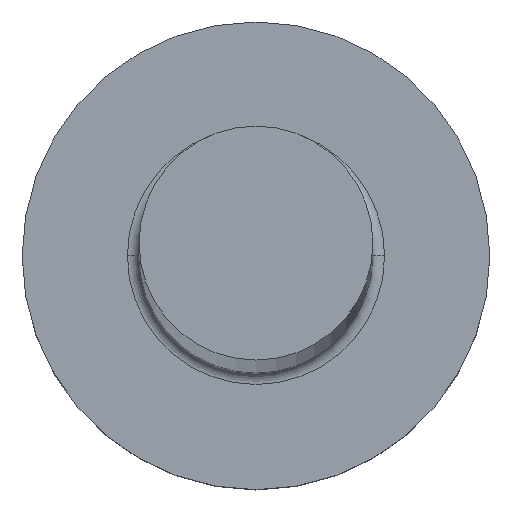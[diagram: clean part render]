
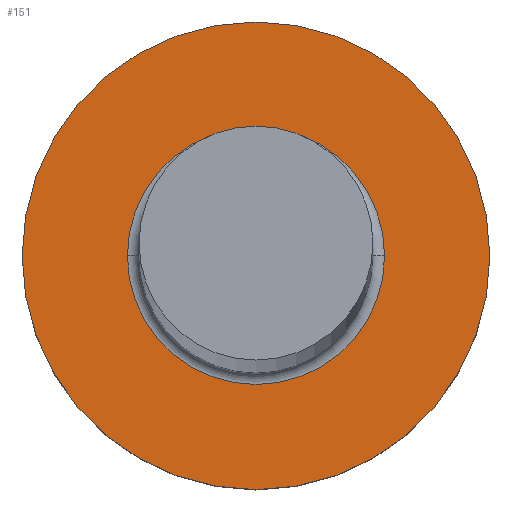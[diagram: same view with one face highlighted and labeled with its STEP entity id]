
A CAD part, top view. The second image highlights one B-rep face of the part: STEP entity #151.
In plain terms, the highlighted planar face has unit normal (0, 0, 1).
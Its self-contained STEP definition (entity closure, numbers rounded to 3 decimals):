
#2 = CIRCLE ( 'NONE', #55, 2.2 ) ;
#5 = ORIENTED_EDGE ( 'NONE', *, *, #267, .T. ) ;
#7 = DIRECTION ( 'NONE',  ( 0., 0., 1. ) ) ;
#15 = DIRECTION ( 'NONE',  ( 0., 0., -1. ) ) ;
#17 = CIRCLE ( 'NONE', #233, 2.2 ) ;
#26 = ORIENTED_EDGE ( 'NONE', *, *, #185, .T. ) ;
#32 = DIRECTION ( 'NONE',  ( 1., 0., 0. ) ) ;
#51 = CIRCLE ( 'NONE', #283, 4. ) ;
#55 = AXIS2_PLACEMENT_3D ( 'NONE', #249, #15, #108 ) ;
#57 = DIRECTION ( 'NONE',  ( 0., 0., -1. ) ) ;
#59 = DIRECTION ( 'NONE',  ( 1., 0., 0. ) ) ;
#64 = VERTEX_POINT ( 'NONE', #307 ) ;
#85 = CARTESIAN_POINT ( 'NONE',  ( -2.2, 0., 3. ) ) ;
#89 = AXIS2_PLACEMENT_3D ( 'NONE', #182, #133, #32 ) ;
#106 = VERTEX_POINT ( 'NONE', #251 ) ;
#107 = FACE_OUTER_BOUND ( 'NONE', #170, .T. ) ;
#108 = DIRECTION ( 'NONE',  ( 1., 0., 0. ) ) ;
#114 = VERTEX_POINT ( 'NONE', #85 ) ;
#130 = CARTESIAN_POINT ( 'NONE',  ( -4., 0., 3. ) ) ;
#133 = DIRECTION ( 'NONE',  ( 0., 0., 1. ) ) ;
#134 = ORIENTED_EDGE ( 'NONE', *, *, #275, .T. ) ;
#145 = DIRECTION ( 'NONE',  ( 0., 0., 1. ) ) ;
#151 = ADVANCED_FACE ( 'NONE', ( #207, #107 ), #279, .T. ) ;
#170 = EDGE_LOOP ( 'NONE', ( #5, #134 ) ) ;
#182 = CARTESIAN_POINT ( 'NONE',  ( 0., 0., 3. ) ) ;
#185 = EDGE_CURVE ( 'NONE', #106, #114, #2, .T. ) ;
#203 = AXIS2_PLACEMENT_3D ( 'NONE', #288, #145, #213 ) ;
#207 = FACE_BOUND ( 'NONE', #297, .T. ) ;
#208 = EDGE_CURVE ( 'NONE', #114, #106, #17, .T. ) ;
#213 = DIRECTION ( 'NONE',  ( 1., 0., 0. ) ) ;
#218 = VERTEX_POINT ( 'NONE', #130 ) ;
#228 = CIRCLE ( 'NONE', #203, 4. ) ;
#233 = AXIS2_PLACEMENT_3D ( 'NONE', #254, #57, #59 ) ;
#243 = CARTESIAN_POINT ( 'NONE',  ( 0., 0., 3. ) ) ;
#249 = CARTESIAN_POINT ( 'NONE',  ( 0., 0., 3. ) ) ;
#251 = CARTESIAN_POINT ( 'NONE',  ( 2.2, 0., 3. ) ) ;
#254 = CARTESIAN_POINT ( 'NONE',  ( 0., 0., 3. ) ) ;
#261 = ORIENTED_EDGE ( 'NONE', *, *, #208, .T. ) ;
#264 = DIRECTION ( 'NONE',  ( 1., 0., 0. ) ) ;
#267 = EDGE_CURVE ( 'NONE', #218, #64, #228, .T. ) ;
#275 = EDGE_CURVE ( 'NONE', #64, #218, #51, .T. ) ;
#279 = PLANE ( 'NONE',  #89 ) ;
#283 = AXIS2_PLACEMENT_3D ( 'NONE', #243, #7, #264 ) ;
#288 = CARTESIAN_POINT ( 'NONE',  ( 0., 0., 3. ) ) ;
#297 = EDGE_LOOP ( 'NONE', ( #26, #261 ) ) ;
#307 = CARTESIAN_POINT ( 'NONE',  ( 4., 0., 3. ) ) ;
